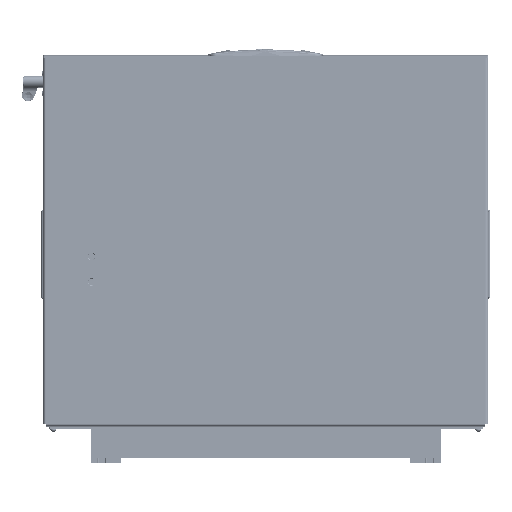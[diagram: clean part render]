
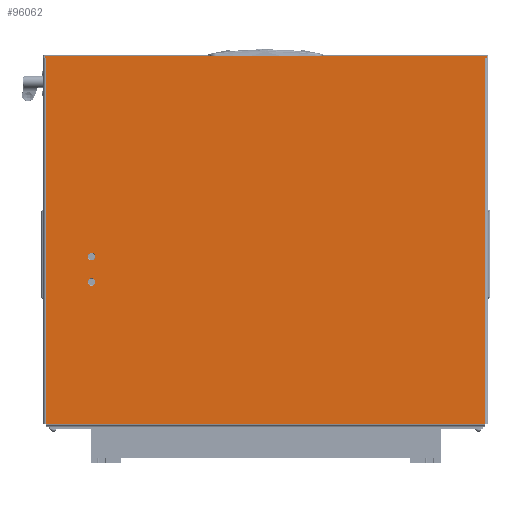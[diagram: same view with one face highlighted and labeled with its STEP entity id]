
A CAD part, front view. The second image highlights one B-rep face of the part: STEP entity #96062.
In plain terms, the highlighted face is planar.
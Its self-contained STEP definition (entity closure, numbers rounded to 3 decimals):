
#78 = FACE_BOUND ( 'NONE', #120263, .T. ) ;
#2150 = DIRECTION ( 'NONE',  ( 0., 0., -1. ) ) ;
#2272 = DIRECTION ( 'NONE',  ( 0., -1., 0. ) ) ;
#3180 = PLANE ( 'NONE',  #134450 ) ;
#5529 = CIRCLE ( 'NONE', #111785, 5.2 ) ;
#5598 = CARTESIAN_POINT ( 'NONE',  ( 0., -4., 0. ) ) ;
#6347 = LINE ( 'NONE', #5598, #140097 ) ;
#6720 = VERTEX_POINT ( 'NONE', #152533 ) ;
#6934 = VECTOR ( 'NONE', #38513, 1000. ) ;
#8861 = LINE ( 'NONE', #56081, #58108 ) ;
#10341 = EDGE_CURVE ( 'NONE', #19355, #124031, #131356, .T. ) ;
#10375 = EDGE_CURVE ( 'NONE', #102748, #69133, #71281, .T. ) ;
#11762 = CARTESIAN_POINT ( 'NONE',  ( 310., 545., 0. ) ) ;
#13230 = CARTESIAN_POINT ( 'NONE',  ( 280.2, 545., 0. ) ) ;
#15323 = CARTESIAN_POINT ( 'NONE',  ( 0., -4., 0. ) ) ;
#19147 = CARTESIAN_POINT ( 'NONE',  ( -2., 610., 0. ) ) ;
#19355 = VERTEX_POINT ( 'NONE', #65223 ) ;
#20897 = VECTOR ( 'NONE', #31447, 1000. ) ;
#21523 = VECTOR ( 'NONE', #113661, 1000. ) ;
#24708 = VERTEX_POINT ( 'NONE', #67439 ) ;
#26407 = FACE_OUTER_BOUND ( 'NONE', #30056, .T. ) ;
#26887 = EDGE_CURVE ( 'NONE', #24708, #44666, #141405, .T. ) ;
#30056 = EDGE_LOOP ( 'NONE', ( #35263, #98916, #117506, #35653, #88255, #31284, #108746, #82444 ) ) ;
#31284 = ORIENTED_EDGE ( 'NONE', *, *, #63739, .F. ) ;
#31447 = DIRECTION ( 'NONE',  ( -1., 0., 0. ) ) ;
#32056 = EDGE_CURVE ( 'NONE', #136970, #36010, #124615, .T. ) ;
#32211 = EDGE_CURVE ( 'NONE', #19355, #24708, #125061, .T. ) ;
#33358 = ORIENTED_EDGE ( 'NONE', *, *, #49178, .F. ) ;
#35263 = ORIENTED_EDGE ( 'NONE', *, *, #10341, .F. ) ;
#35653 = ORIENTED_EDGE ( 'NONE', *, *, #82280, .T. ) ;
#36010 = VERTEX_POINT ( 'NONE', #13230 ) ;
#36171 = DIRECTION ( 'NONE',  ( 0., 1., 0. ) ) ;
#38513 = DIRECTION ( 'NONE',  ( 0., 1., 0. ) ) ;
#38898 = CARTESIAN_POINT ( 'NONE',  ( 275., 545., 0. ) ) ;
#40406 = VECTOR ( 'NONE', #2272, 1000. ) ;
#42852 = ORIENTED_EDGE ( 'NONE', *, *, #10375, .F. ) ;
#44666 = VERTEX_POINT ( 'NONE', #19147 ) ;
#45027 = DIRECTION ( 'NONE',  ( 0., 0., -1. ) ) ;
#48828 = FACE_BOUND ( 'NONE', #99765, .T. ) ;
#49178 = EDGE_CURVE ( 'NONE', #69133, #102748, #5529, .T. ) ;
#52795 = DIRECTION ( 'NONE',  ( 0., 1., 0. ) ) ;
#52946 = AXIS2_PLACEMENT_3D ( 'NONE', #132924, #2150, #132168 ) ;
#53347 = CARTESIAN_POINT ( 'NONE',  ( 0., 608., 0. ) ) ;
#56081 = CARTESIAN_POINT ( 'NONE',  ( 0., 610., 0. ) ) ;
#57786 = ORIENTED_EDGE ( 'NONE', *, *, #32056, .F. ) ;
#58108 = VECTOR ( 'NONE', #80089, 1000. ) ;
#60202 = CARTESIAN_POINT ( 'NONE',  ( -2., -4., 0. ) ) ;
#60410 = CARTESIAN_POINT ( 'NONE',  ( 304.8, 545., 0. ) ) ;
#61956 = VERTEX_POINT ( 'NONE', #105431 ) ;
#63739 = EDGE_CURVE ( 'NONE', #123695, #6720, #125228, .T. ) ;
#65223 = CARTESIAN_POINT ( 'NONE',  ( 0., -2., 0. ) ) ;
#67439 = CARTESIAN_POINT ( 'NONE',  ( -2., -2., 0. ) ) ;
#69133 = VERTEX_POINT ( 'NONE', #127295 ) ;
#71036 = DIRECTION ( 'NONE',  ( 1., 0., 0. ) ) ;
#71281 = CIRCLE ( 'NONE', #152686, 5.2 ) ;
#72589 = CARTESIAN_POINT ( 'NONE',  ( 0., 0., 0. ) ) ;
#74947 = DIRECTION ( 'NONE',  ( -1., 0., 0. ) ) ;
#76453 = CARTESIAN_POINT ( 'NONE',  ( 0., -2., 0. ) ) ;
#80089 = DIRECTION ( 'NONE',  ( 1., 0., 0. ) ) ;
#80321 = ORIENTED_EDGE ( 'NONE', *, *, #130782, .F. ) ;
#82280 = EDGE_CURVE ( 'NONE', #44666, #61956, #8861, .T. ) ;
#82444 = ORIENTED_EDGE ( 'NONE', *, *, #144193, .F. ) ;
#83704 = DIRECTION ( 'NONE',  ( -1., 0., 0. ) ) ;
#84461 = DIRECTION ( 'NONE',  ( 0., 0., -1. ) ) ;
#86897 = DIRECTION ( 'NONE',  ( 0., 0., -1. ) ) ;
#88255 = ORIENTED_EDGE ( 'NONE', *, *, #130916, .F. ) ;
#96062 = ADVANCED_FACE ( 'NONE', ( #48828, #78, #26407 ), #3180, .T. ) ;
#98916 = ORIENTED_EDGE ( 'NONE', *, *, #32211, .T. ) ;
#99765 = EDGE_LOOP ( 'NONE', ( #57786, #80321 ) ) ;
#102748 = VERTEX_POINT ( 'NONE', #60410 ) ;
#103903 = CARTESIAN_POINT ( 'NONE',  ( 506., 0., 0. ) ) ;
#104606 = VECTOR ( 'NONE', #71036, 1000. ) ;
#105431 = CARTESIAN_POINT ( 'NONE',  ( 0., 610., 0. ) ) ;
#107579 = LINE ( 'NONE', #72589, #104606 ) ;
#108746 = ORIENTED_EDGE ( 'NONE', *, *, #124619, .T. ) ;
#111785 = AXIS2_PLACEMENT_3D ( 'NONE', #11762, #45027, #128580 ) ;
#113661 = DIRECTION ( 'NONE',  ( -1., 0., 0. ) ) ;
#115296 = CIRCLE ( 'NONE', #127637, 5.2 ) ;
#117506 = ORIENTED_EDGE ( 'NONE', *, *, #26887, .T. ) ;
#120263 = EDGE_LOOP ( 'NONE', ( #42852, #33358 ) ) ;
#122435 = CARTESIAN_POINT ( 'NONE',  ( 269.8, 545., 0. ) ) ;
#123695 = VERTEX_POINT ( 'NONE', #142081 ) ;
#124031 = VERTEX_POINT ( 'NONE', #126458 ) ;
#124615 = CIRCLE ( 'NONE', #52946, 5.2 ) ;
#124619 = EDGE_CURVE ( 'NONE', #123695, #136664, #132284, .T. ) ;
#125061 = LINE ( 'NONE', #76453, #20897 ) ;
#125228 = LINE ( 'NONE', #53347, #21523 ) ;
#126458 = CARTESIAN_POINT ( 'NONE',  ( 0., 0., 0. ) ) ;
#127295 = CARTESIAN_POINT ( 'NONE',  ( 315.2, 545., 0. ) ) ;
#127637 = AXIS2_PLACEMENT_3D ( 'NONE', #38898, #86897, #135568 ) ;
#128580 = DIRECTION ( 'NONE',  ( -1., 0., 0. ) ) ;
#129182 = CARTESIAN_POINT ( 'NONE',  ( 506., 608., 0. ) ) ;
#130782 = EDGE_CURVE ( 'NONE', #36010, #136970, #115296, .T. ) ;
#130916 = EDGE_CURVE ( 'NONE', #6720, #61956, #6347, .T. ) ;
#131356 = LINE ( 'NONE', #15323, #6934 ) ;
#132168 = DIRECTION ( 'NONE',  ( -1., 0., 0. ) ) ;
#132284 = LINE ( 'NONE', #129182, #40406 ) ;
#132907 = DIRECTION ( 'NONE',  ( 0., 0., -1. ) ) ;
#132924 = CARTESIAN_POINT ( 'NONE',  ( 275., 545., 0. ) ) ;
#133606 = VECTOR ( 'NONE', #36171, 1000. ) ;
#134450 = AXIS2_PLACEMENT_3D ( 'NONE', #141668, #84461, #83704 ) ;
#135568 = DIRECTION ( 'NONE',  ( -1., 0., 0. ) ) ;
#136664 = VERTEX_POINT ( 'NONE', #103903 ) ;
#136970 = VERTEX_POINT ( 'NONE', #122435 ) ;
#140097 = VECTOR ( 'NONE', #52795, 1000. ) ;
#141405 = LINE ( 'NONE', #60202, #133606 ) ;
#141668 = CARTESIAN_POINT ( 'NONE',  ( 0., 608., 0. ) ) ;
#142081 = CARTESIAN_POINT ( 'NONE',  ( 506., 608., 0. ) ) ;
#144193 = EDGE_CURVE ( 'NONE', #124031, #136664, #107579, .T. ) ;
#146042 = CARTESIAN_POINT ( 'NONE',  ( 310., 545., 0. ) ) ;
#152533 = CARTESIAN_POINT ( 'NONE',  ( 0., 608., 0. ) ) ;
#152686 = AXIS2_PLACEMENT_3D ( 'NONE', #146042, #132907, #74947 ) ;
